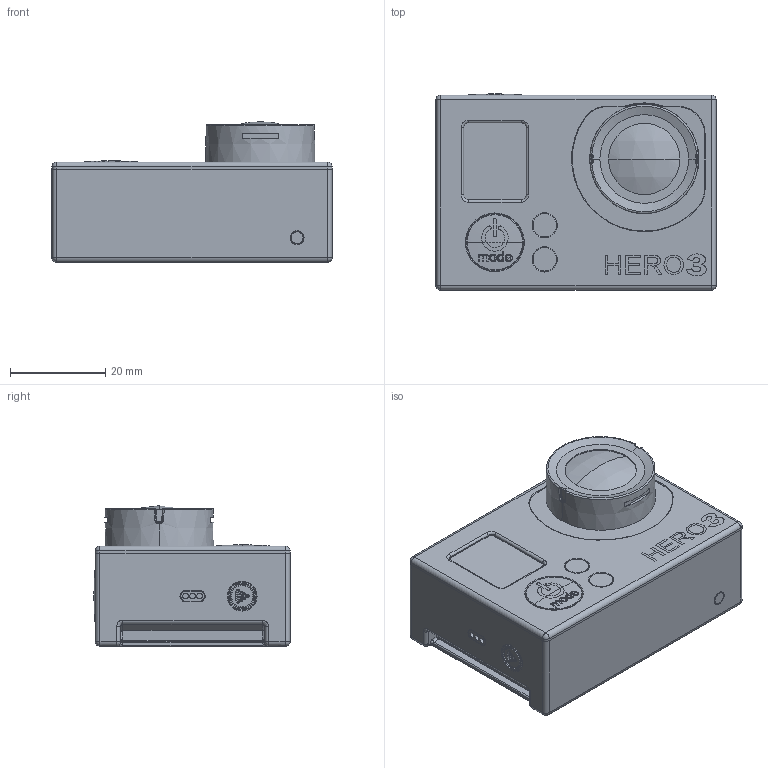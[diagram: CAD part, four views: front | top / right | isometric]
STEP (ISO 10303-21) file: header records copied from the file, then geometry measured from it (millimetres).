
FILE_DESCRIPTION (( 'STEP AP203' ), '1' );
FILE_NAME ('GoPro Hero 3.STEP', '2012-11-07T02:44:00', ( '' ), ( '' ), 'SwSTEP 2.0', 'SolidWorks 2012', '' );
FILE_SCHEMA (( 'CONFIG_CONTROL_DESIGN' ));
Length unit declared in the file: inch
Products named in the file (1): GoPro Hero 3
Bounding box: 58.98 x 41.27 x 29.57 mm (x, y, z)
Volume: 52244 mm3; surface area: 12879.4 mm2
Topology: 1 solids, 2 shells, 835 faces, 2004 edges, 1229 vertices
Faces by surface type: cylinder 335, plane 202, torus 189, bspline 62, sphere 41, cone 6
Entity records: 26137 total; most frequent: CARTESIAN_POINT 6645, DIRECTION 4333, ORIENTED_EDGE 3956, EDGE_CURVE 1978, AXIS2_PLACEMENT_3D 1788, VERTEX_POINT 1228, CIRCLE 1014, EDGE_LOOP 916
